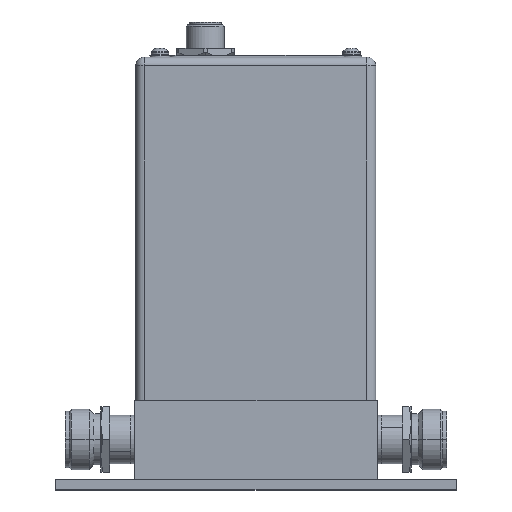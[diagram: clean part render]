
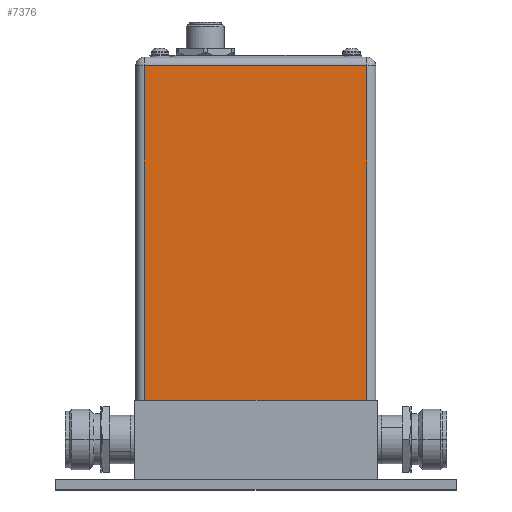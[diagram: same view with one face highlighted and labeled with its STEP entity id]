
A CAD part, top view. The second image highlights one B-rep face of the part: STEP entity #7376.
In plain terms, the highlighted planar face has unit normal (0, 0, 1).
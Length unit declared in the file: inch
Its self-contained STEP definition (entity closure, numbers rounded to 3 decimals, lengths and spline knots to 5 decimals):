
#6250=DIRECTION('',(0.,-1.,0.));
#6251=VECTOR('',#6250,4.14);
#6252=CARTESIAN_POINT('',(-1.3775,4.14,1.425));
#6253=LINE('',#6252,#6251);
#6318=DIRECTION('',(0.,1.,0.));
#6319=VECTOR('',#6318,4.14);
#6320=CARTESIAN_POINT('',(1.3775,0.,1.425));
#6321=LINE('',#6320,#6319);
#6326=DIRECTION('',(-1.,0.,0.));
#6327=VECTOR('',#6326,2.755);
#6328=CARTESIAN_POINT('',(1.3775,0.,1.425));
#6329=LINE('',#6328,#6327);
#6330=DIRECTION('',(-1.,0.,0.));
#6331=VECTOR('',#6330,2.755);
#6332=CARTESIAN_POINT('',(1.3775,4.14,1.425));
#6333=LINE('',#6332,#6331);
#7102=CARTESIAN_POINT('',(-1.3775,0.,1.425));
#7103=VERTEX_POINT('',#7102);
#7104=CARTESIAN_POINT('',(1.3775,0.,1.425));
#7105=VERTEX_POINT('',#7104);
#7121=CARTESIAN_POINT('',(-1.3775,4.14,1.425));
#7122=VERTEX_POINT('',#7121);
#7123=CARTESIAN_POINT('',(1.3775,4.14,1.425));
#7124=VERTEX_POINT('',#7123);
#7364=CARTESIAN_POINT('',(-1.4875,0.,1.425));
#7365=DIRECTION('',(0.,0.,1.));
#7366=DIRECTION('',(1.,0.,0.));
#7367=AXIS2_PLACEMENT_3D('',#7364,#7365,#7366);
#7368=PLANE('',#7367);
#7369=ORIENTED_EDGE('',*,*,#7356,.F.);
#7370=ORIENTED_EDGE('',*,*,#7253,.T.);
#7371=ORIENTED_EDGE('',*,*,#7239,.F.);
#7373=ORIENTED_EDGE('',*,*,#7372,.F.);
#7374=EDGE_LOOP('',(#7369,#7370,#7371,#7373));
#7375=FACE_OUTER_BOUND('',#7374,.F.);
#7376=ADVANCED_FACE('',(#7375),#7368,.T.);
#7239=EDGE_CURVE('',#7122,#7103,#6253,.T.);
#7253=EDGE_CURVE('',#7105,#7103,#6329,.T.);
#7356=EDGE_CURVE('',#7105,#7124,#6321,.T.);
#7372=EDGE_CURVE('',#7124,#7122,#6333,.T.);
